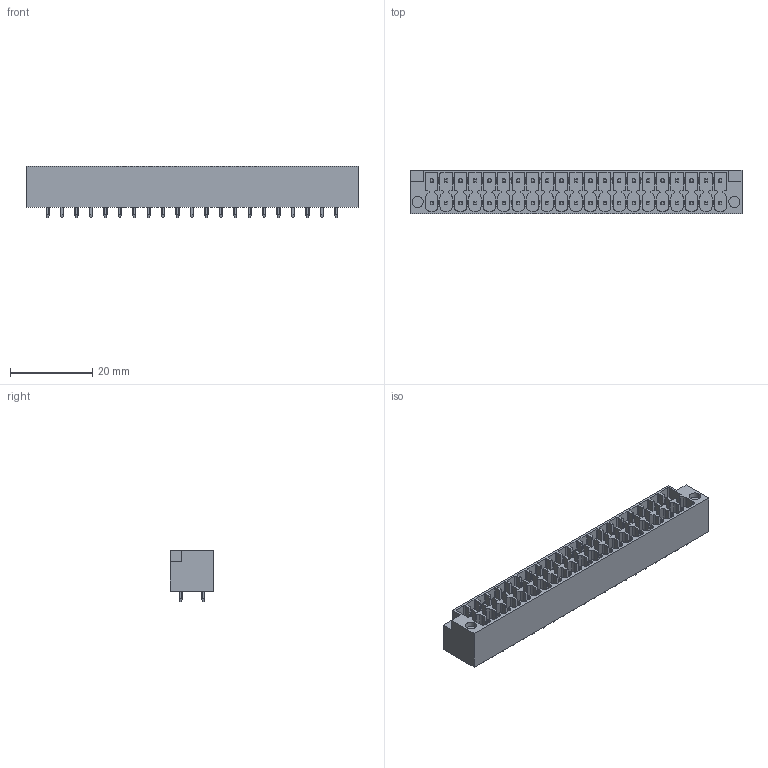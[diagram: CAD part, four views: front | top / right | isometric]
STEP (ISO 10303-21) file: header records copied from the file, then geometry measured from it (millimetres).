
FILE_DESCRIPTION((''),'2;1');
FILE_NAME('TLPHDW-010V','2024-09-18T10:38:38',('tluser'),(''),'CREO PARAMETRIC BY PTC INC, 2018100','CREO PARAMETRIC BY PTC INC, 2018100','');
FILE_SCHEMA(('CONFIG_CONTROL_DESIGN'));
Products named in the file (1): TLPHDW-010V
Bounding box: 80.5 x 10.6 x 12.6 mm (x, y, z)
Volume: 5559.4 mm3; surface area: 7109 mm2
Topology: 1 solids, 1 shells, 1851 faces, 5286 edges, 3524 vertices
Faces by surface type: plane 1183, cylinder 668
Entity records: 60624 total; most frequent: CARTESIAN_POINT 12551, ORIENTED_EDGE 10572, DIRECTION 9316, EDGE_CURVE 5286, VECTOR 3614, LINE 3614, VERTEX_POINT 3524, AXIS2_PLACEMENT_3D 2851
